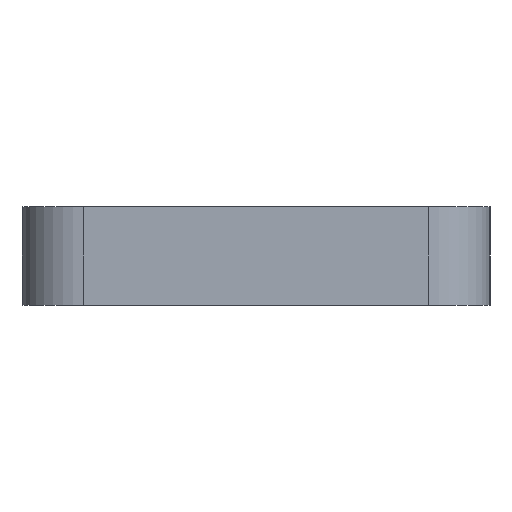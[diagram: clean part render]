
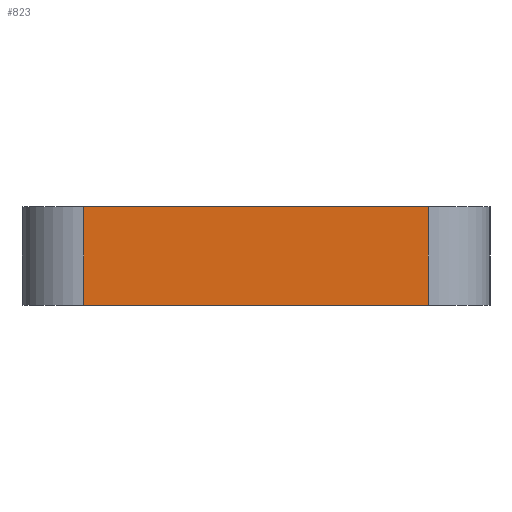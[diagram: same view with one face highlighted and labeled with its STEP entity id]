
A CAD part, left-side view. The second image highlights one B-rep face of the part: STEP entity #823.
In plain terms, the highlighted planar face has unit normal (-1, 0, 0).
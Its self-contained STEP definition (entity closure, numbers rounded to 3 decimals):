
#75=PLANE('',#937);
#111=FACE_OUTER_BOUND('',#177,.T.);
#177=EDGE_LOOP('',(#709,#710,#711,#712));
#239=LINE('',#1359,#283);
#244=LINE('',#1385,#288);
#247=LINE('',#1391,#291);
#250=LINE('',#1402,#294);
#283=VECTOR('',#1131,10.);
#288=VECTOR('',#1158,10.);
#291=VECTOR('',#1165,10.);
#294=VECTOR('',#1180,10.);
#416=VERTEX_POINT('',#1356);
#417=VERTEX_POINT('',#1358);
#427=VERTEX_POINT('',#1383);
#428=VERTEX_POINT('',#1390);
#514=EDGE_CURVE('',#417,#416,#239,.T.);
#527=EDGE_CURVE('',#427,#416,#244,.T.);
#530=EDGE_CURVE('',#417,#428,#247,.T.);
#536=EDGE_CURVE('',#427,#428,#250,.T.);
#709=ORIENTED_EDGE('',*,*,#527,.F.);
#710=ORIENTED_EDGE('',*,*,#536,.T.);
#711=ORIENTED_EDGE('',*,*,#530,.F.);
#712=ORIENTED_EDGE('',*,*,#514,.T.);
#823=ADVANCED_FACE('',(#111),#75,.T.);
#937=AXIS2_PLACEMENT_3D('',#1401,#1178,#1179);
#1131=DIRECTION('',(0.,-1.,0.));
#1158=DIRECTION('',(0.,0.,-1.));
#1165=DIRECTION('',(0.,0.,1.));
#1178=DIRECTION('center_axis',(-1.,0.,0.));
#1179=DIRECTION('ref_axis',(0.,0.,1.));
#1180=DIRECTION('',(0.,1.,0.));
#1356=CARTESIAN_POINT('',(-14.85,-2.8,10.6));
#1358=CARTESIAN_POINT('',(-14.85,2.8,10.6));
#1359=CARTESIAN_POINT('',(-14.85,-3.8,10.6));
#1383=CARTESIAN_POINT('',(-14.85,-2.8,12.2));
#1385=CARTESIAN_POINT('',(-14.85,-2.8,10.6));
#1390=CARTESIAN_POINT('',(-14.85,2.8,12.2));
#1391=CARTESIAN_POINT('',(-14.85,2.8,10.6));
#1401=CARTESIAN_POINT('Origin',(-14.85,3.8,10.6));
#1402=CARTESIAN_POINT('',(-14.85,-3.8,12.2));
